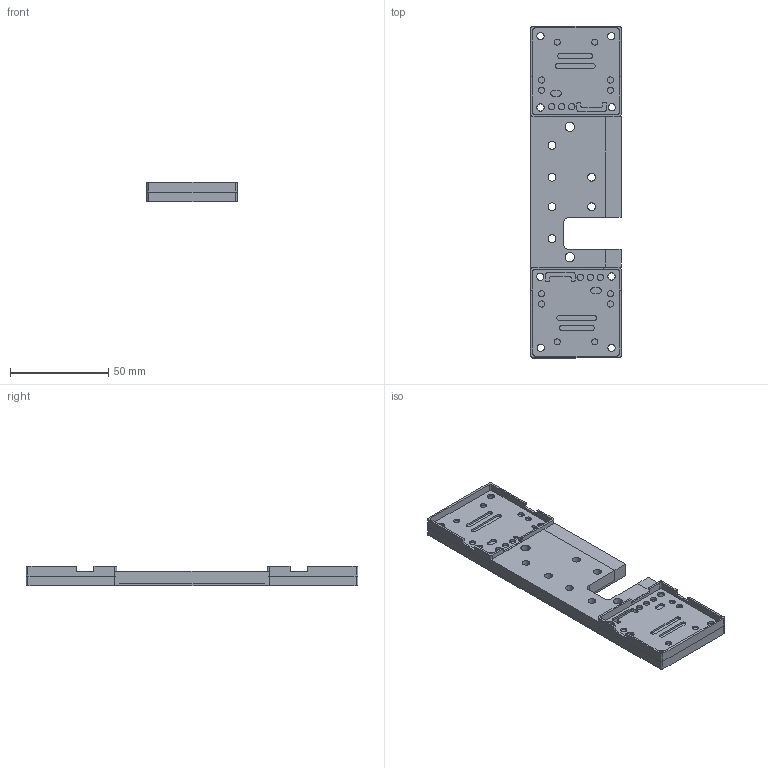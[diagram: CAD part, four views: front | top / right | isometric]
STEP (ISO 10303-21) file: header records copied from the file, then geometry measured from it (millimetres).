
FILE_DESCRIPTION(/* description */ (''),/* implementation_level */ '2;1');
FILE_NAME(/* name */ '17 Final Final L289N Mount w Top Chassis Mount.step',/* time_stamp */ '2024-06-10T21:51:22-04:00',/* author */ (''),/* organization */ (''),/* preprocessor_version */ 'ST-DEVELOPER v20',/* originating_system */ 'Autodesk Translation Framework v13.14.0.145',/* authorisation */ '');
FILE_SCHEMA (('AUTOMOTIVE_DESIGN { 1 0 10303 214 3 1 1 }'));
Length unit declared in the file: millimetre
Products named in the file (4): Enclosure + Top Chassis Mount; L298N Enclosure; Top Chassis Mount; L298N Enclosure(Mirror)(Mirror)
Assembly tree (3 placements, depth 2):
  Enclosure + Top Chassis Mount
    L298N Enclosure
    Top Chassis Mount
    L298N Enclosure(Mirror)(Mirror)
Bounding box: 45.8 x 168.82 x 9.7 mm (x, y, z)
Volume: 34609.7 mm3; surface area: 36754.6 mm2
Topology: 8 solids, 8 shells, 264 faces, 748 edges, 498 vertices
Faces by surface type: cylinder 132, plane 132
Full cylindrical faces by diameter (mm): 3.11 x4, 3.2 x8, 3.3 x6, 3.7 x16, 4 x12, 4.6 x4
Entity records: 8994 total; most frequent: DIRECTION 1562, CARTESIAN_POINT 1517, ORIENTED_EDGE 1496, EDGE_CURVE 748, AXIS2_PLACEMENT_3D 543, VERTEX_POINT 498, LINE 476, VECTOR 476
